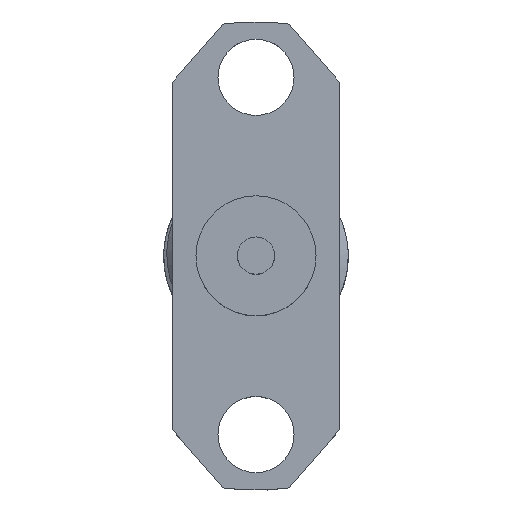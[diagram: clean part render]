
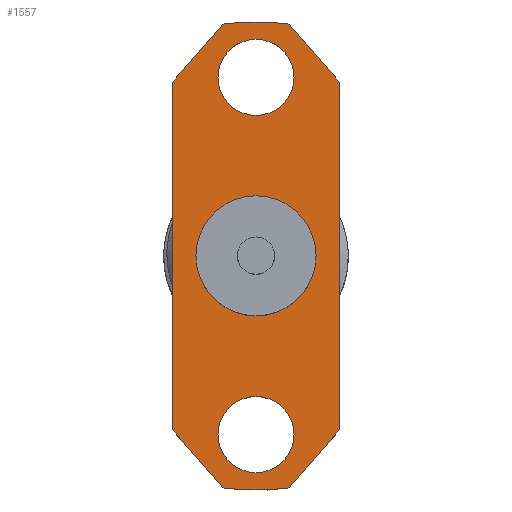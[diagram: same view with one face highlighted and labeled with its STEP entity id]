
A CAD part, top view. The second image highlights one B-rep face of the part: STEP entity #1557.
In plain terms, the highlighted planar face has unit normal (0, 0, 1).
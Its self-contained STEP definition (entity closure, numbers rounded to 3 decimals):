
#73=CARTESIAN_POINT('',(0.,6.1,1.6));
#74=DIRECTION('',(0.,0.,-1.));
#75=DIRECTION('',(1.,0.,0.));
#76=AXIS2_PLACEMENT_3D('',#73,#74,#75);
#78=CARTESIAN_POINT('',(0.,6.1,1.6));
#79=DIRECTION('',(0.,0.,-1.));
#80=DIRECTION('',(-1.,0.,0.));
#81=AXIS2_PLACEMENT_3D('',#78,#79,#80);
#83=CARTESIAN_POINT('',(0.,-6.1,1.6));
#84=DIRECTION('',(0.,0.,-1.));
#85=DIRECTION('',(1.,0.,0.));
#86=AXIS2_PLACEMENT_3D('',#83,#84,#85);
#88=CARTESIAN_POINT('',(0.,-6.1,1.6));
#89=DIRECTION('',(0.,0.,-1.));
#90=DIRECTION('',(-1.,0.,0.));
#91=AXIS2_PLACEMENT_3D('',#88,#89,#90);
#93=DIRECTION('',(-0.655,0.756,0.));
#94=VECTOR('',#93,2.62);
#95=CARTESIAN_POINT('',(2.85,5.939,1.6));
#96=LINE('',#95,#94);
#97=DIRECTION('',(0.,1.,0.));
#98=VECTOR('',#97,11.879);
#99=CARTESIAN_POINT('',(2.85,-5.939,1.6));
#100=LINE('',#99,#98);
#101=DIRECTION('',(0.655,0.756,0.));
#102=VECTOR('',#101,2.62);
#103=CARTESIAN_POINT('',(1.133,-7.919,1.6));
#104=LINE('',#103,#102);
#105=CARTESIAN_POINT('',(0.,0.,1.6));
#106=DIRECTION('',(0.,0.,1.));
#107=DIRECTION('',(-0.142,-0.99,0.));
#108=AXIS2_PLACEMENT_3D('',#105,#106,#107);
#110=DIRECTION('',(0.655,-0.756,0.));
#111=VECTOR('',#110,2.62);
#112=CARTESIAN_POINT('',(-2.85,-5.939,1.6));
#113=LINE('',#112,#111);
#114=DIRECTION('',(0.,-1.,0.));
#115=VECTOR('',#114,11.879);
#116=CARTESIAN_POINT('',(-2.85,5.939,1.6));
#117=LINE('',#116,#115);
#118=DIRECTION('',(-0.655,-0.756,0.));
#119=VECTOR('',#118,2.62);
#120=CARTESIAN_POINT('',(-1.133,7.919,1.6));
#121=LINE('',#120,#119);
#122=CARTESIAN_POINT('',(0.,0.,1.6));
#123=DIRECTION('',(0.,0.,1.));
#124=DIRECTION('',(0.142,0.99,0.));
#125=AXIS2_PLACEMENT_3D('',#122,#123,#124);
#127=CARTESIAN_POINT('',(0.,0.,1.6));
#128=DIRECTION('',(0.,0.,1.));
#129=DIRECTION('',(0.,-1.,0.));
#130=AXIS2_PLACEMENT_3D('',#127,#128,#129);
#132=CARTESIAN_POINT('',(0.,0.,1.6));
#133=DIRECTION('',(0.,0.,1.));
#134=DIRECTION('',(0.,1.,0.));
#135=AXIS2_PLACEMENT_3D('',#132,#133,#134);
#1288=CARTESIAN_POINT('',(1.3,6.1,1.6));
#1289=CARTESIAN_POINT('',(-1.3,6.1,1.6));
#1290=VERTEX_POINT('',#1288);
#1291=VERTEX_POINT('',#1289);
#1292=CARTESIAN_POINT('',(1.3,-6.1,1.6));
#1293=CARTESIAN_POINT('',(-1.3,-6.1,1.6));
#1294=VERTEX_POINT('',#1292);
#1295=VERTEX_POINT('',#1293);
#1300=CARTESIAN_POINT('',(2.85,5.939,1.6));
#1301=VERTEX_POINT('',#1300);
#1302=CARTESIAN_POINT('',(1.133,7.919,1.6));
#1303=VERTEX_POINT('',#1302);
#1308=CARTESIAN_POINT('',(-1.133,7.919,1.6));
#1309=VERTEX_POINT('',#1308);
#1310=CARTESIAN_POINT('',(-2.85,5.939,1.6));
#1311=VERTEX_POINT('',#1310);
#1316=CARTESIAN_POINT('',(1.133,-7.919,1.6));
#1317=VERTEX_POINT('',#1316);
#1318=CARTESIAN_POINT('',(2.85,-5.939,1.6));
#1319=VERTEX_POINT('',#1318);
#1324=CARTESIAN_POINT('',(-2.85,-5.939,1.6));
#1325=VERTEX_POINT('',#1324);
#1326=CARTESIAN_POINT('',(-1.133,-7.919,1.6));
#1327=VERTEX_POINT('',#1326);
#1340=CARTESIAN_POINT('',(0.,-2.05,1.6));
#1341=CARTESIAN_POINT('',(0.,2.05,1.6));
#1342=VERTEX_POINT('',#1340);
#1343=VERTEX_POINT('',#1341);
#1518=CARTESIAN_POINT('',(0.,0.,1.6));
#1519=DIRECTION('',(0.,0.,1.));
#1520=DIRECTION('',(1.,0.,0.));
#1521=AXIS2_PLACEMENT_3D('',#1518,#1519,#1520);
#1522=PLANE('',#1521);
#1524=ORIENTED_EDGE('',*,*,#1523,.F.);
#1526=ORIENTED_EDGE('',*,*,#1525,.F.);
#1528=ORIENTED_EDGE('',*,*,#1527,.F.);
#1530=ORIENTED_EDGE('',*,*,#1529,.F.);
#1532=ORIENTED_EDGE('',*,*,#1531,.F.);
#1534=ORIENTED_EDGE('',*,*,#1533,.F.);
#1536=ORIENTED_EDGE('',*,*,#1535,.F.);
#1538=ORIENTED_EDGE('',*,*,#1537,.F.);
#1539=EDGE_LOOP('',(#1524,#1526,#1528,#1530,#1532,#1534,#1536,#1538));
#1540=FACE_OUTER_BOUND('',#1539,.F.);
#1542=ORIENTED_EDGE('',*,*,#1541,.F.);
#1544=ORIENTED_EDGE('',*,*,#1543,.F.);
#1545=EDGE_LOOP('',(#1542,#1544));
#1546=FACE_BOUND('',#1545,.F.);
#1547=ORIENTED_EDGE('',*,*,#1498,.F.);
#1548=ORIENTED_EDGE('',*,*,#1512,.F.);
#1549=EDGE_LOOP('',(#1547,#1548));
#1550=FACE_BOUND('',#1549,.F.);
#1552=ORIENTED_EDGE('',*,*,#1551,.T.);
#1554=ORIENTED_EDGE('',*,*,#1553,.T.);
#1555=EDGE_LOOP('',(#1552,#1554));
#1556=FACE_BOUND('',#1555,.F.);
#77=CIRCLE('',#76,1.3);
#82=CIRCLE('',#81,1.3);
#87=CIRCLE('',#86,1.3);
#92=CIRCLE('',#91,1.3);
#109=CIRCLE('',#108,8.);
#126=CIRCLE('',#125,8.);
#131=CIRCLE('',#130,2.05);
#136=CIRCLE('',#135,2.05);
#1498=EDGE_CURVE('',#1290,#1291,#77,.T.);
#1512=EDGE_CURVE('',#1291,#1290,#82,.T.);
#1523=EDGE_CURVE('',#1301,#1303,#96,.T.);
#1525=EDGE_CURVE('',#1319,#1301,#100,.T.);
#1527=EDGE_CURVE('',#1317,#1319,#104,.T.);
#1529=EDGE_CURVE('',#1327,#1317,#109,.T.);
#1531=EDGE_CURVE('',#1325,#1327,#113,.T.);
#1533=EDGE_CURVE('',#1311,#1325,#117,.T.);
#1535=EDGE_CURVE('',#1309,#1311,#121,.T.);
#1537=EDGE_CURVE('',#1303,#1309,#126,.T.);
#1541=EDGE_CURVE('',#1294,#1295,#87,.T.);
#1543=EDGE_CURVE('',#1295,#1294,#92,.T.);
#1551=EDGE_CURVE('',#1342,#1343,#131,.T.);
#1553=EDGE_CURVE('',#1343,#1342,#136,.T.);
#1557=ADVANCED_FACE('',(#1540,#1546,#1550,#1556),#1522,.T.);
